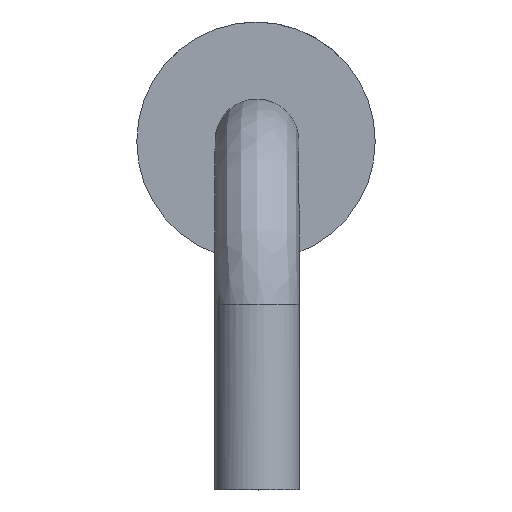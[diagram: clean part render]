
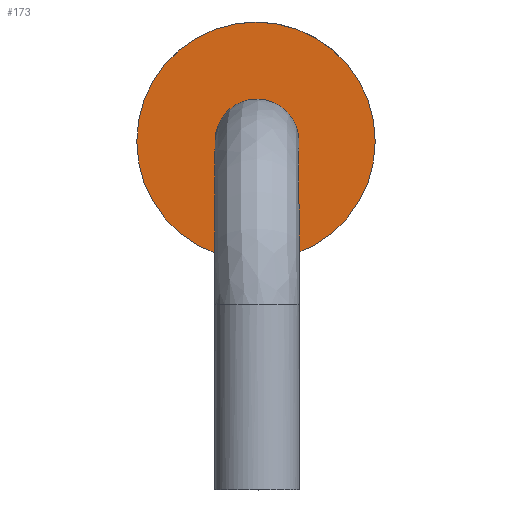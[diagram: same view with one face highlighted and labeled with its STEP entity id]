
A CAD part, front view. The second image highlights one B-rep face of the part: STEP entity #173.
In plain terms, the highlighted planar face has unit normal (0, -1, 0).
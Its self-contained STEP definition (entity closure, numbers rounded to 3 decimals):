
#38=PLANE('',#211);
#48=FACE_OUTER_BOUND('',#64,.T.);
#64=EDGE_LOOP('',(#132));
#82=CIRCLE('',#209,0.728);
#92=VERTEX_POINT('',#284);
#106=EDGE_CURVE('',#92,#92,#82,.T.);
#132=ORIENTED_EDGE('',*,*,#106,.T.);
#173=ADVANCED_FACE('',(#48),#38,.T.);
#209=AXIS2_PLACEMENT_3D('',#286,#243,#244);
#211=AXIS2_PLACEMENT_3D('',#288,#247,#248);
#243=DIRECTION('center_axis',(0.,-1.,0.));
#244=DIRECTION('ref_axis',(-0.814,0.,0.581));
#247=DIRECTION('center_axis',(0.,-1.,0.));
#248=DIRECTION('ref_axis',(0.,0.,-1.));
#284=CARTESIAN_POINT('',(-0.733,-1.63,1.305));
#286=CARTESIAN_POINT('Origin',(-0.005,-1.63,1.305));
#288=CARTESIAN_POINT('Origin',(-0.005,-1.63,1.305));
